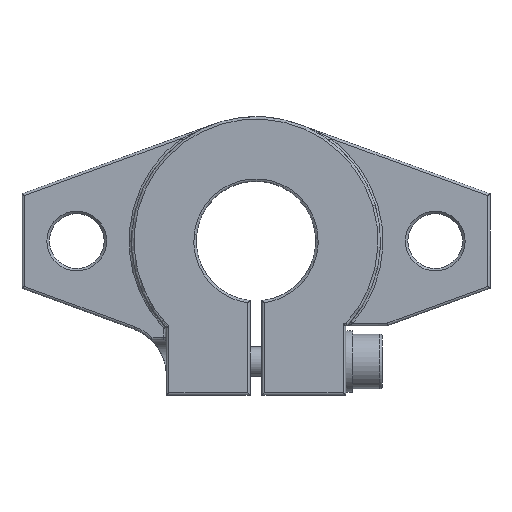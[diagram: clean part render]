
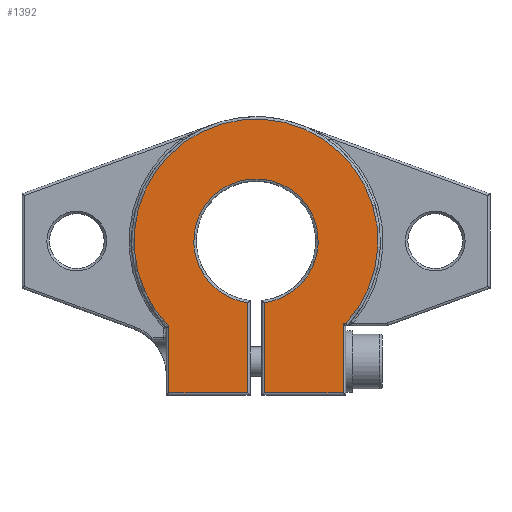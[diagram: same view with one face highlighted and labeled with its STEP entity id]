
A CAD part, front view. The second image highlights one B-rep face of the part: STEP entity #1392.
In plain terms, the highlighted planar face has unit normal (0, -1, 0).
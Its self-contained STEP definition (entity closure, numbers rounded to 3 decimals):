
#181=LINE('',#2445,#273);
#183=LINE('',#2485,#275);
#186=LINE('',#2493,#278);
#188=LINE('',#2499,#280);
#189=LINE('',#2534,#281);
#192=LINE('',#2540,#284);
#193=LINE('',#2542,#285);
#273=VECTOR('',#1811,10.);
#275=VECTOR('',#1823,10.);
#278=VECTOR('',#1832,10.);
#280=VECTOR('',#1838,10.);
#281=VECTOR('',#1845,10.);
#284=VECTOR('',#1852,10.);
#285=VECTOR('',#1855,10.);
#339=PLANE('',#1575);
#416=FACE_OUTER_BOUND('',#519,.T.);
#519=EDGE_LOOP('',(#1105,#1106,#1107,#1108,#1109,#1110,#1111,#1112,#1113));
#617=CIRCLE('',#1557,6.25);
#618=CIRCLE('',#1565,12.25);
#699=VERTEX_POINT('',#2443);
#700=VERTEX_POINT('',#2444);
#704=VERTEX_POINT('',#2467);
#705=VERTEX_POINT('',#2484);
#707=VERTEX_POINT('',#2491);
#709=VERTEX_POINT('',#2497);
#710=VERTEX_POINT('',#2501);
#711=VERTEX_POINT('',#2502);
#712=VERTEX_POINT('',#2533);
#834=EDGE_CURVE('',#699,#700,#181,.T.);
#840=EDGE_CURVE('',#704,#699,#617,.T.);
#841=EDGE_CURVE('',#700,#705,#183,.T.);
#846=EDGE_CURVE('',#707,#704,#186,.T.);
#849=EDGE_CURVE('',#709,#707,#188,.T.);
#850=EDGE_CURVE('',#710,#711,#618,.T.);
#853=EDGE_CURVE('',#711,#712,#189,.T.);
#857=EDGE_CURVE('',#712,#709,#192,.T.);
#858=EDGE_CURVE('',#705,#710,#193,.T.);
#1105=ORIENTED_EDGE('',*,*,#850,.F.);
#1106=ORIENTED_EDGE('',*,*,#858,.F.);
#1107=ORIENTED_EDGE('',*,*,#841,.F.);
#1108=ORIENTED_EDGE('',*,*,#834,.F.);
#1109=ORIENTED_EDGE('',*,*,#840,.F.);
#1110=ORIENTED_EDGE('',*,*,#846,.F.);
#1111=ORIENTED_EDGE('',*,*,#849,.F.);
#1112=ORIENTED_EDGE('',*,*,#857,.F.);
#1113=ORIENTED_EDGE('',*,*,#853,.F.);
#1392=ADVANCED_FACE('',(#416),#339,.T.);
#1557=AXIS2_PLACEMENT_3D('',#2482,#1819,#1820);
#1565=AXIS2_PLACEMENT_3D('',#2503,#1841,#1842);
#1575=AXIS2_PLACEMENT_3D('',#2557,#1871,#1872);
#1811=DIRECTION('',(0.,0.,-1.));
#1819=DIRECTION('center_axis',(0.,-1.,0.));
#1820=DIRECTION('ref_axis',(0.,0.,1.));
#1823=DIRECTION('',(-1.,0.,0.));
#1832=DIRECTION('',(0.,0.,1.));
#1838=DIRECTION('',(-1.,0.,0.));
#1841=DIRECTION('center_axis',(0.,1.,0.));
#1842=DIRECTION('ref_axis',(-0.01,0.,1.));
#1845=DIRECTION('',(-1.,0.,0.));
#1852=DIRECTION('',(0.,0.,-1.));
#1855=DIRECTION('',(0.,0.,1.));
#1871=DIRECTION('center_axis',(0.,-1.,0.));
#1872=DIRECTION('ref_axis',(0.,0.,-1.));
#2443=CARTESIAN_POINT('',(-0.85,-6.,-6.192));
#2444=CARTESIAN_POINT('',(-0.85,-6.,-15.25));
#2445=CARTESIAN_POINT('',(-0.85,-6.,-2.482));
#2467=CARTESIAN_POINT('',(0.85,-6.,-6.192));
#2482=CARTESIAN_POINT('Origin',(0.,-6.,0.));
#2484=CARTESIAN_POINT('',(-8.75,-6.,-15.25));
#2485=CARTESIAN_POINT('',(-4.5,-6.,-15.25));
#2491=CARTESIAN_POINT('',(0.85,-6.,-15.25));
#2493=CARTESIAN_POINT('',(0.85,-6.,-7.75));
#2497=CARTESIAN_POINT('',(8.75,-6.,-15.25));
#2499=CARTESIAN_POINT('',(-4.5,-6.,-15.25));
#2501=CARTESIAN_POINT('',(-8.75,-6.,-8.573));
#2502=CARTESIAN_POINT('',(9.055,-6.,-8.25));
#2503=CARTESIAN_POINT('Origin',(0.,-6.,0.));
#2533=CARTESIAN_POINT('',(8.75,-6.,-8.25));
#2534=CARTESIAN_POINT('',(13.5,-6.,-8.25));
#2540=CARTESIAN_POINT('',(8.75,-6.,-7.75));
#2542=CARTESIAN_POINT('',(-8.75,-6.,-6.764));
#2557=CARTESIAN_POINT('Origin',(0.,-6.,0.));
